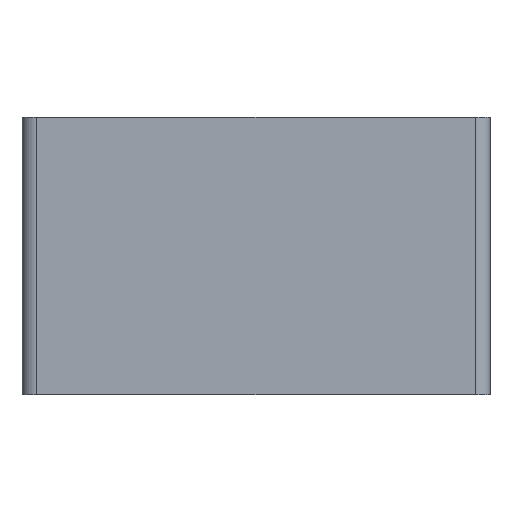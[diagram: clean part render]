
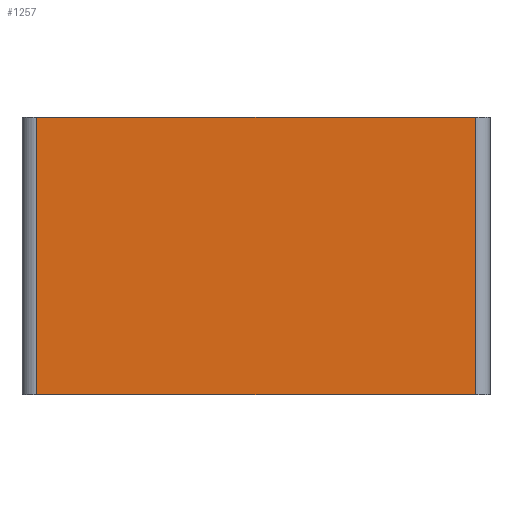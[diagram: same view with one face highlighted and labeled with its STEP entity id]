
A CAD part, left-side view. The second image highlights one B-rep face of the part: STEP entity #1257.
In plain terms, the highlighted planar face has unit normal (-1, 0, 0).
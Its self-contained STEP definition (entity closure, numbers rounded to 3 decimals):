
#24=PLANE('',#1395);
#46=FACE_OUTER_BOUND('',#116,.T.);
#116=EDGE_LOOP('',(#906,#907,#908,#909));
#199=LINE('',#2085,#295);
#208=LINE('',#2115,#304);
#209=LINE('',#2118,#305);
#210=LINE('',#2119,#306);
#295=VECTOR('',#1634,10.);
#304=VECTOR('',#1665,10.);
#305=VECTOR('',#1668,10.);
#306=VECTOR('',#1669,10.);
#537=VERTEX_POINT('',#2082);
#538=VERTEX_POINT('',#2084);
#548=VERTEX_POINT('',#2113);
#549=VERTEX_POINT('',#2117);
#674=EDGE_CURVE('',#537,#538,#199,.T.);
#690=EDGE_CURVE('',#548,#537,#208,.T.);
#691=EDGE_CURVE('',#548,#549,#209,.T.);
#692=EDGE_CURVE('',#538,#549,#210,.T.);
#906=ORIENTED_EDGE('',*,*,#690,.F.);
#907=ORIENTED_EDGE('',*,*,#691,.T.);
#908=ORIENTED_EDGE('',*,*,#692,.F.);
#909=ORIENTED_EDGE('',*,*,#674,.F.);
#1257=ADVANCED_FACE('',(#46),#24,.T.);
#1395=AXIS2_PLACEMENT_3D('',#2116,#1666,#1667);
#1634=DIRECTION('',(0.,-1.,0.));
#1665=DIRECTION('',(0.,0.,1.));
#1666=DIRECTION('center_axis',(-1.,0.,0.));
#1667=DIRECTION('ref_axis',(0.,-1.,0.));
#1668=DIRECTION('',(0.,-1.,0.));
#1669=DIRECTION('',(0.,0.,-1.));
#2082=CARTESIAN_POINT('',(0.,15.5,9.5));
#2084=CARTESIAN_POINT('',(0.,0.5,9.5));
#2085=CARTESIAN_POINT('',(0.,16.,9.5));
#2113=CARTESIAN_POINT('',(0.,15.5,0.));
#2115=CARTESIAN_POINT('',(0.,15.5,0.));
#2116=CARTESIAN_POINT('Origin',(0.,16.,0.));
#2117=CARTESIAN_POINT('',(0.,0.5,0.));
#2118=CARTESIAN_POINT('',(0.,16.,0.));
#2119=CARTESIAN_POINT('',(0.,0.5,0.));
